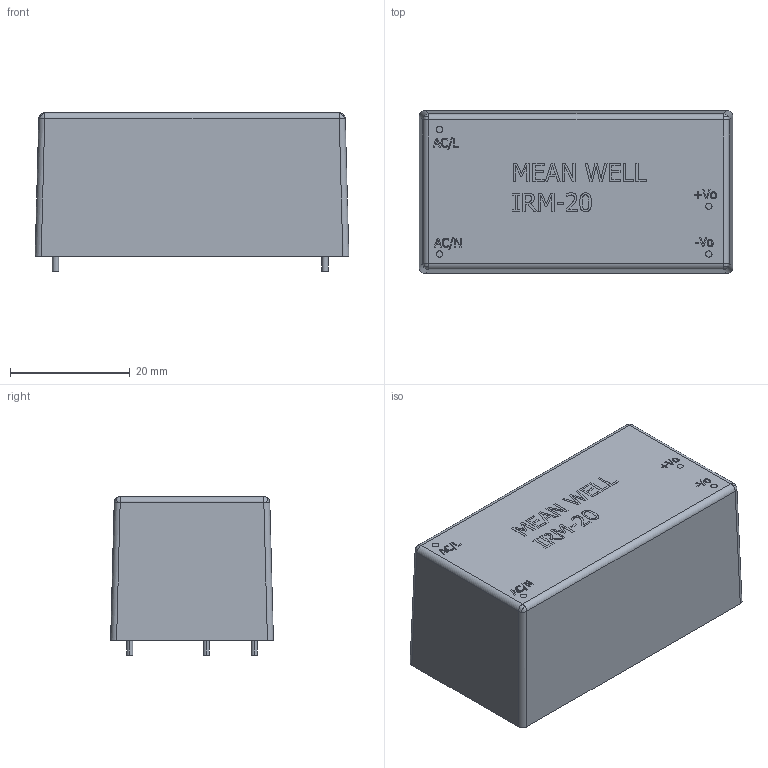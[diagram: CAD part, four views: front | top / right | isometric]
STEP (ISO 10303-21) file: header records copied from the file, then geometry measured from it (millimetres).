
FILE_DESCRIPTION (( 'STEP AP214' ), '1' );
FILE_NAME ('3D3FEC1A-1451-4DAF-A5E4-49B955D17619.STEP', '2023-08-23T20:01:31', ( '' ), ( '' ), 'SwSTEP 2.0', 'SolidWorks 2022', '' );
FILE_SCHEMA (( 'AUTOMOTIVE_DESIGN' ));
Length unit declared in the file: millimetre
Products named in the file (1): 3D3FEC1A-1451-4DAF-A5E4-49B955D17619
Bounding box: 52.4 x 27.2 x 26.5 mm (x, y, z)
Volume: 32975.7 mm3; surface area: 6444.7 mm2
Topology: 1 solids, 1 shells, 372 faces, 981 edges, 646 vertices
Faces by surface type: plane 262, bspline 86, cylinder 24
Entity records: 12274 total; most frequent: CARTESIAN_POINT 3138, ORIENTED_EDGE 1946, DIRECTION 1447, EDGE_CURVE 973, LINE 753, VECTOR 753, VERTEX_POINT 646, EDGE_LOOP 415
